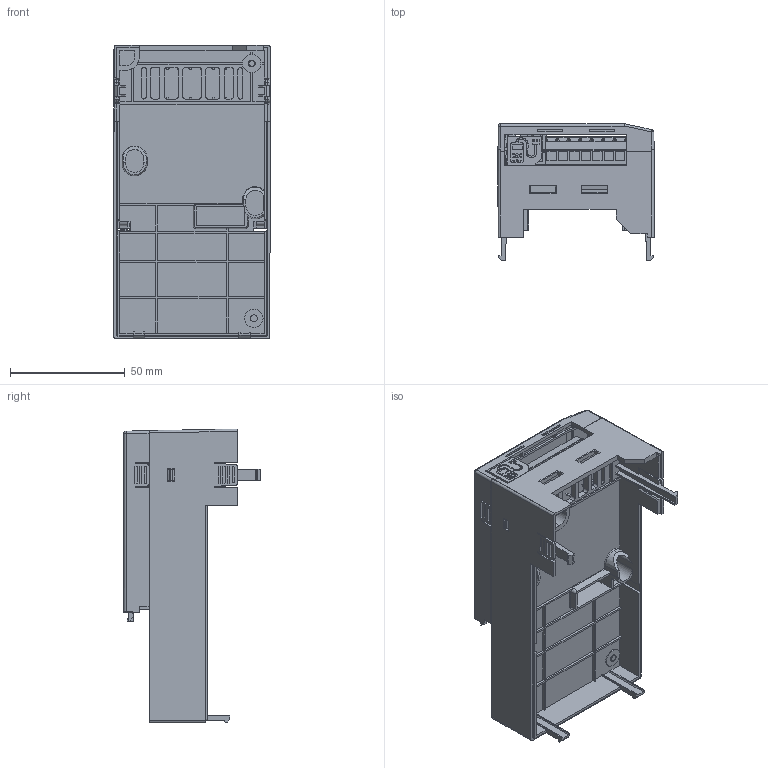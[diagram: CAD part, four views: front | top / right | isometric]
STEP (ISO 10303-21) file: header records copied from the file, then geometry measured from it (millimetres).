
FILE_DESCRIPTION (( 'STEP AP214' ), '1' );
FILE_NAME ('S100_OPTION_MODULE_EXT_IO_200525 red1 r1 fXT.STEP', '2020-09-14T21:16:19', ( '' ), ( '' ), 'SwSTEP 2.0', 'SolidWorks 2017', '' );
FILE_SCHEMA (( 'AUTOMOTIVE_DESIGN' ));
Length unit declared in the file: inch
Products named in the file (1): S100_OPTION_MODULE_EXT_IO_200525 red1 r1 fXT
Bounding box: 68.09 x 59.4 x 128.05 mm (x, y, z)
Volume: 81631.8 mm3; surface area: 80610.9 mm2
Topology: 10 solids, 10 shells, 1822 faces, 5003 edges, 3284 vertices
Faces by surface type: plane 1274, cylinder 410, cone 83, bspline 47, torus 8
Entity records: 60964 total; most frequent: CARTESIAN_POINT 15754, ORIENTED_EDGE 10004, DIRECTION 8371, EDGE_CURVE 5002, LINE 3383, VECTOR 3383, VERTEX_POINT 3284, AXIS2_PLACEMENT_3D 2494
